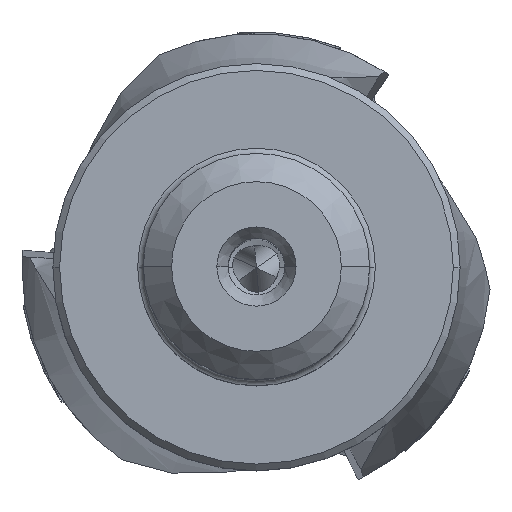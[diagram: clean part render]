
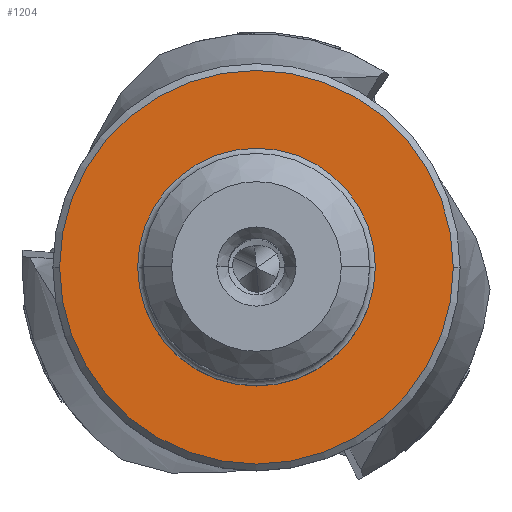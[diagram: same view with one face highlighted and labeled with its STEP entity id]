
A CAD part, top view. The second image highlights one B-rep face of the part: STEP entity #1204.
In plain terms, the highlighted planar face has unit normal (0, 0, 1).
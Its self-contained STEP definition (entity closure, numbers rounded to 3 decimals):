
#335=PLANE('',#7297);
#364=FACE_BOUND('',#1959,.T.);
#365=FACE_BOUND('',#1960,.T.);
#1204=ADVANCED_FACE('',(#364,#365),#335,.T.);
#1959=EDGE_LOOP('',(#3778,#3779,#3780,#3781));
#1960=EDGE_LOOP('',(#3782,#3783));
#2349=CIRCLE('',#7290,8.7);
#2350=CIRCLE('',#7291,8.7);
#2351=CIRCLE('',#7293,8.7);
#2352=CIRCLE('',#7294,8.7);
#2353=CIRCLE('',#7295,5.25);
#2354=CIRCLE('',#7296,5.25);
#3778=ORIENTED_EDGE('',*,*,#5974,.F.);
#3779=ORIENTED_EDGE('',*,*,#5975,.T.);
#3780=ORIENTED_EDGE('',*,*,#5973,.F.);
#3781=ORIENTED_EDGE('',*,*,#5972,.T.);
#3782=ORIENTED_EDGE('',*,*,#5976,.F.);
#3783=ORIENTED_EDGE('',*,*,#5977,.F.);
#5069=VERTEX_POINT('',#14410);
#5070=VERTEX_POINT('',#14412);
#5071=VERTEX_POINT('',#14414);
#5072=VERTEX_POINT('',#14418);
#5073=VERTEX_POINT('',#14421);
#5074=VERTEX_POINT('',#14422);
#5972=EDGE_CURVE('',#5071,#5070,#2349,.T.);
#5973=EDGE_CURVE('',#5071,#5069,#2350,.T.);
#5974=EDGE_CURVE('',#5072,#5070,#2351,.T.);
#5975=EDGE_CURVE('',#5072,#5069,#2352,.T.);
#5976=EDGE_CURVE('',#5073,#5074,#2353,.T.);
#5977=EDGE_CURVE('',#5074,#5073,#2354,.T.);
#7290=AXIS2_PLACEMENT_3D('',#14413,#8686,#8687);
#7291=AXIS2_PLACEMENT_3D('',#14415,#8688,#8689);
#7293=AXIS2_PLACEMENT_3D('',#14417,#8692,#8693);
#7294=AXIS2_PLACEMENT_3D('',#14419,#8694,#8695);
#7295=AXIS2_PLACEMENT_3D('',#14420,#8696,#8697);
#7296=AXIS2_PLACEMENT_3D('',#14423,#8698,#8699);
#7297=AXIS2_PLACEMENT_3D('',#14424,#8700,#8701);
#8686=DIRECTION('',(0.,0.,1.));
#8687=DIRECTION('',(1.,-0.001,0.));
#8688=DIRECTION('',(0.,0.,-1.));
#8689=DIRECTION('',(1.,-0.001,0.));
#8692=DIRECTION('',(0.,0.,-1.));
#8693=DIRECTION('',(-1.,0.001,0.));
#8694=DIRECTION('',(0.,0.,1.));
#8695=DIRECTION('',(-1.,0.001,0.));
#8696=DIRECTION('',(0.,0.,1.));
#8697=DIRECTION('',(1.,0.,0.));
#8698=DIRECTION('',(0.,0.,1.));
#8699=DIRECTION('',(-1.,0.,0.));
#8700=DIRECTION('',(0.,0.,1.));
#8701=DIRECTION('',(1.,0.,0.));
#14410=CARTESIAN_POINT('',(-8.7,0.,0.));
#14412=CARTESIAN_POINT('',(8.7,0.,0.));
#14413=CARTESIAN_POINT('',(0.,0.,0.));
#14414=CARTESIAN_POINT('',(8.7,-0.011,0.));
#14415=CARTESIAN_POINT('',(0.,0.,0.));
#14417=CARTESIAN_POINT('',(0.,0.,0.));
#14418=CARTESIAN_POINT('',(-8.7,0.011,0.));
#14419=CARTESIAN_POINT('',(0.,0.,0.));
#14420=CARTESIAN_POINT('',(0.,0.,0.));
#14421=CARTESIAN_POINT('',(5.25,0.,0.));
#14422=CARTESIAN_POINT('',(-5.25,0.,0.));
#14423=CARTESIAN_POINT('',(0.,0.,0.));
#14424=CARTESIAN_POINT('',(0.,0.,0.));
